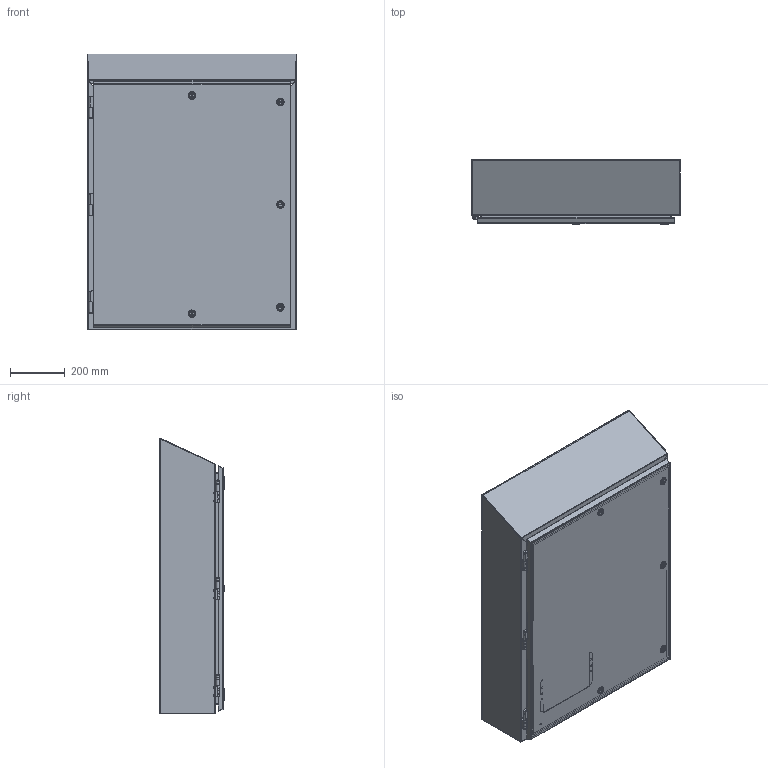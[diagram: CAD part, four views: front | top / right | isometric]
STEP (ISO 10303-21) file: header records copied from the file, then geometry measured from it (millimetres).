
FILE_DESCRIPTION (( 'STEP AP214' ), '1' );
FILE_NAME ('HWST36308S16.STEP', '2020-11-23T22:13:15', ( '' ), ( '' ), 'SwSTEP 2.0', 'SolidWorks 2019', '' );
FILE_SCHEMA (( 'AUTOMOTIVE_DESIGN' ));
Length unit declared in the file: inch
Products named in the file (1): HWST36308S16
Bounding box: 762 x 238 x 1007.97 mm (x, y, z)
Volume: 4752922 mm3; surface area: 5086835.7 mm2
Topology: 69 solids, 70 shells, 1564 faces, 3676 edges, 2314 vertices
Faces by surface type: plane 983, cylinder 434, bspline 82, cone 55, torus 10
Full cylindrical faces by diameter (mm): 3.307 x2, 4.166 x2, 4.917 x12, 5 x5, 5.74 x12, 6 x11, 6.096 x6, 6.1 x6, 6.35 x4, 6.985 x6, 7.937 x1, 7.938 x1, 8.433 x6, 9.347 x2, 9.525 x6, 9.83 x10, 12.7 x14, 13.335 x5, 15.875 x11, 16.002 x5, 16.51 x6, 19.5 x5, 19.939 x5, 27.94 x5, 88.9 x1
Entity records: 51620 total; most frequent: CARTESIAN_POINT 15481, DIRECTION 6856, ORIENTED_EDGE 6766, EDGE_CURVE 3383, AXIS2_PLACEMENT_3D 2374, VERTEX_POINT 2247, VECTOR 2108, LINE 2108
